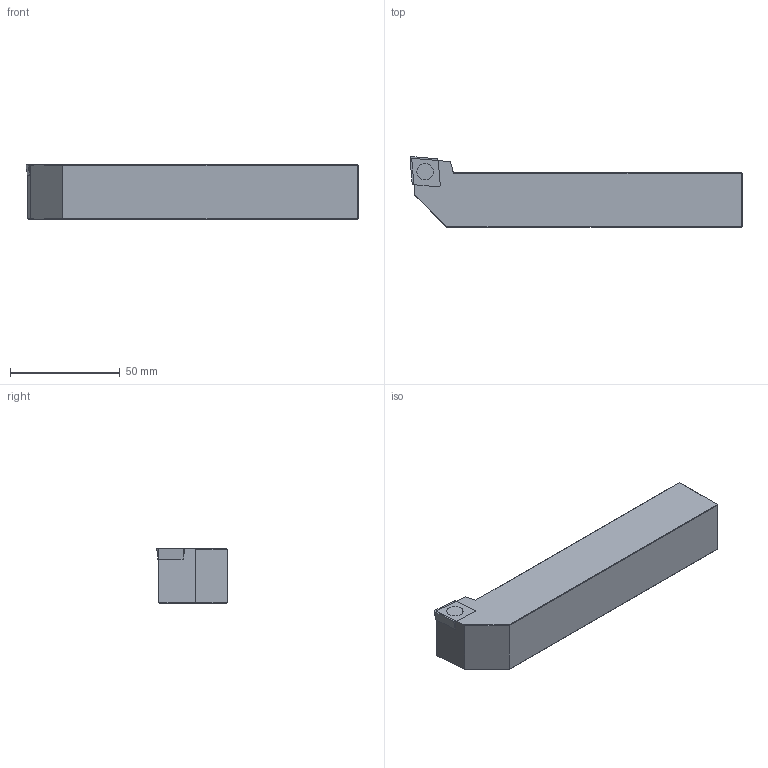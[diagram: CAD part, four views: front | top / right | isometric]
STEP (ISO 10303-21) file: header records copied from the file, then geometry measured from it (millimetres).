
FILE_DESCRIPTION(/* description */ (''),/* implementation_level */ '2;1');
FILE_NAME(/* name */ 'SCLCL2525M12MA_SIM.stp',/* time_stamp */ '2021-09-30T09:34:58+02:00',/* author */ (''),/* organization */ (''),/* preprocessor_version */ 'ST-DEVELOPER v16.7',/* originating_system */ 'SIEMENS PLM Software NX 12.0',/* authorisation */ '');
FILE_SCHEMA (('AUTOMOTIVE_DESIGN { 1 0 10303 214 3 1 1 1 }'));
Length unit declared in the file: millimetre
Products named in the file (1): model1
Bounding box: 151.45 x 32.25 x 25 mm (x, y, z)
Volume: 93849.1 mm3; surface area: 16693.9 mm2
Topology: 2 solids, 2 shells, 40 faces, 90 edges, 54 vertices
Faces by surface type: plane 32, cone 4, cylinder 3, torus 1
Full cylindrical faces by diameter (mm): 5.5 x1, 7.5 x1
Entity records: 1095 total; most frequent: DIRECTION 183, CARTESIAN_POINT 180, ORIENTED_EDGE 172, EDGE_CURVE 86, LINE 71, VECTOR 71, AXIS2_PLACEMENT_3D 56, VERTEX_POINT 53
